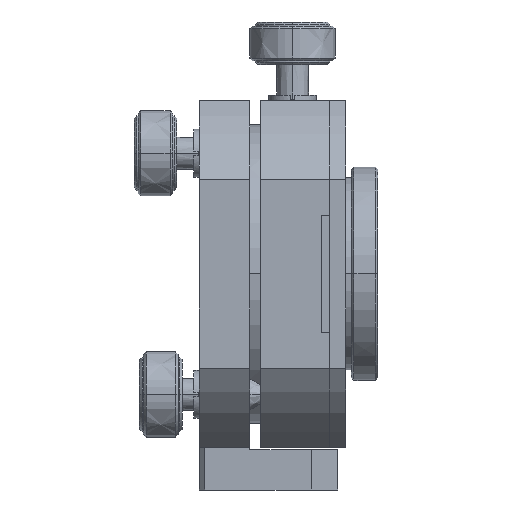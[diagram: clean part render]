
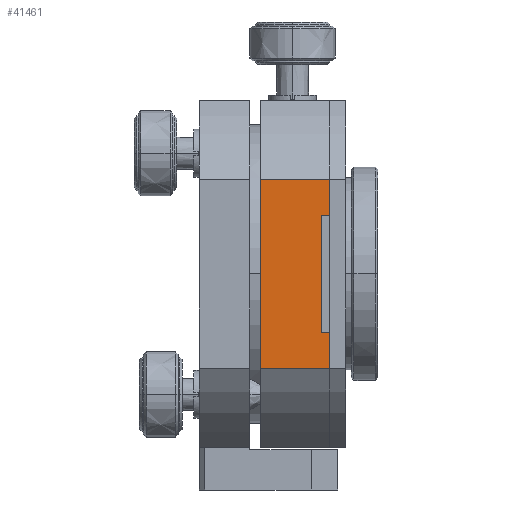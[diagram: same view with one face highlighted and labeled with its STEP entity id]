
A CAD part, left-side view. The second image highlights one B-rep face of the part: STEP entity #41461.
In plain terms, the highlighted free-form (B-spline) face has degree [1, 1] with [2, 2] control points.
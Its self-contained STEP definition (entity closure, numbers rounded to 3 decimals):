
#2369 = DIRECTION ( 'NONE',  ( 0., 0., -1. ) ) ;
#7805 = DIRECTION ( 'NONE',  ( 0., 0., -1. ) ) ;
#13220 = VERTEX_POINT ( 'NONE', #39454 ) ;
#13473 = DIRECTION ( 'NONE',  ( 0., -1., 0. ) ) ;
#19405 = CARTESIAN_POINT ( 'NONE',  ( -32.5, -4., -17.685 ) ) ;
#21400 = CARTESIAN_POINT ( 'NONE',  ( -32.5, -4., 17.685 ) ) ;
#25175 = EDGE_CURVE ( 'NONE', #108711, #154340, #52274, .T. ) ;
#29600 = DIRECTION ( 'NONE',  ( 0., -1., 0. ) ) ;
#33290 = VECTOR ( 'NONE', #125132, 1000. ) ;
#35834 = EDGE_CURVE ( 'NONE', #154340, #13220, #120267, .T. ) ;
#37066 = CARTESIAN_POINT ( 'NONE',  ( -32.5, -15.4, 11. ) ) ;
#37597 = DIRECTION ( 'NONE',  ( 0., -1., 0. ) ) ;
#38473 = EDGE_LOOP ( 'NONE', ( #158042, #60788, #133212, #94328, #144498, #57678, #65770, #146853 ) ) ;
#38687 = CARTESIAN_POINT ( 'NONE',  ( -32.5, -17., 17.685 ) ) ;
#39454 = CARTESIAN_POINT ( 'NONE',  ( -32.5, -17., 11. ) ) ;
#39645 = DIRECTION ( 'NONE',  ( 0., 0., 1. ) ) ;
#41461 = ADVANCED_FACE ( 'NONE', ( #42647 ), #46651, .T. ) ;
#42647 = FACE_OUTER_BOUND ( 'NONE', #38473, .T. ) ;
#46651 = B_SPLINE_SURFACE_WITH_KNOTS ( 'NONE', 1, 1, ( 
 ( #121175, #97165 ),
 ( #73142, #61913 ) ),
 .UNSPECIFIED., .F., .F., .F.,
 ( 2, 2 ),
 ( 2, 2 ),
 ( 0., 1. ),
 ( 0., 1. ),
 .UNSPECIFIED. ) ;
#47692 = VECTOR ( 'NONE', #2369, 1000. ) ;
#49669 = CARTESIAN_POINT ( 'NONE',  ( -32.5, -15.4, -11. ) ) ;
#50693 = LINE ( 'NONE', #151648, #75503 ) ;
#52274 = LINE ( 'NONE', #136819, #33290 ) ;
#55417 = VERTEX_POINT ( 'NONE', #132038 ) ;
#57678 = ORIENTED_EDGE ( 'NONE', *, *, #147099, .T. ) ;
#60545 = VECTOR ( 'NONE', #7805, 1000. ) ;
#60788 = ORIENTED_EDGE ( 'NONE', *, *, #145869, .F. ) ;
#61913 = CARTESIAN_POINT ( 'NONE',  ( -32.5, -4., 17.685 ) ) ;
#65770 = ORIENTED_EDGE ( 'NONE', *, *, #123724, .T. ) ;
#66217 = VERTEX_POINT ( 'NONE', #121787 ) ;
#68245 = VECTOR ( 'NONE', #92514, 1000. ) ;
#70178 = CARTESIAN_POINT ( 'NONE',  ( -32.5, -17., -17.685 ) ) ;
#73142 = CARTESIAN_POINT ( 'NONE',  ( -32.5, -17., 17.685 ) ) ;
#73900 = LINE ( 'NONE', #104979, #60545 ) ;
#75503 = VECTOR ( 'NONE', #29600, 1000. ) ;
#76941 = VERTEX_POINT ( 'NONE', #19405 ) ;
#83980 = CARTESIAN_POINT ( 'NONE',  ( -32.5, -17., 17.685 ) ) ;
#92514 = DIRECTION ( 'NONE',  ( 0., 0., -1. ) ) ;
#94328 = ORIENTED_EDGE ( 'NONE', *, *, #35834, .F. ) ;
#97165 = CARTESIAN_POINT ( 'NONE',  ( -32.5, -4., -17.685 ) ) ;
#100471 = CARTESIAN_POINT ( 'NONE',  ( -32.5, -17., -17.685 ) ) ;
#102722 = LINE ( 'NONE', #127756, #68245 ) ;
#104979 = CARTESIAN_POINT ( 'NONE',  ( -32.5, -4., 17.685 ) ) ;
#106244 = VECTOR ( 'NONE', #13473, 1000. ) ;
#108711 = VERTEX_POINT ( 'NONE', #21400 ) ;
#113376 = LINE ( 'NONE', #100471, #124828 ) ;
#114790 = VERTEX_POINT ( 'NONE', #70178 ) ;
#120267 = LINE ( 'NONE', #38687, #47692 ) ;
#121175 = CARTESIAN_POINT ( 'NONE',  ( -32.5, -17., -17.685 ) ) ;
#121787 = CARTESIAN_POINT ( 'NONE',  ( -32.5, -15.4, 11. ) ) ;
#122770 = EDGE_CURVE ( 'NONE', #66217, #13220, #134788, .T. ) ;
#123724 = EDGE_CURVE ( 'NONE', #76941, #114790, #142417, .T. ) ;
#124828 = VECTOR ( 'NONE', #39645, 1000. ) ;
#125132 = DIRECTION ( 'NONE',  ( 0., -1., 0. ) ) ;
#127457 = EDGE_CURVE ( 'NONE', #135987, #55417, #50693, .T. ) ;
#127756 = CARTESIAN_POINT ( 'NONE',  ( -32.5, -15.4, 11. ) ) ;
#132038 = CARTESIAN_POINT ( 'NONE',  ( -32.5, -17., -11. ) ) ;
#132115 = EDGE_CURVE ( 'NONE', #114790, #55417, #113376, .T. ) ;
#133212 = ORIENTED_EDGE ( 'NONE', *, *, #122770, .T. ) ;
#134788 = LINE ( 'NONE', #37066, #148041 ) ;
#135987 = VERTEX_POINT ( 'NONE', #49669 ) ;
#136819 = CARTESIAN_POINT ( 'NONE',  ( -32.5, -4., 17.685 ) ) ;
#142417 = LINE ( 'NONE', #147306, #106244 ) ;
#144498 = ORIENTED_EDGE ( 'NONE', *, *, #25175, .F. ) ;
#145869 = EDGE_CURVE ( 'NONE', #66217, #135987, #102722, .T. ) ;
#146853 = ORIENTED_EDGE ( 'NONE', *, *, #132115, .T. ) ;
#147099 = EDGE_CURVE ( 'NONE', #108711, #76941, #73900, .T. ) ;
#147306 = CARTESIAN_POINT ( 'NONE',  ( -32.5, -4., -17.685 ) ) ;
#148041 = VECTOR ( 'NONE', #37597, 1000. ) ;
#151648 = CARTESIAN_POINT ( 'NONE',  ( -32.5, -15.4, -11. ) ) ;
#154340 = VERTEX_POINT ( 'NONE', #83980 ) ;
#158042 = ORIENTED_EDGE ( 'NONE', *, *, #127457, .F. ) ;
